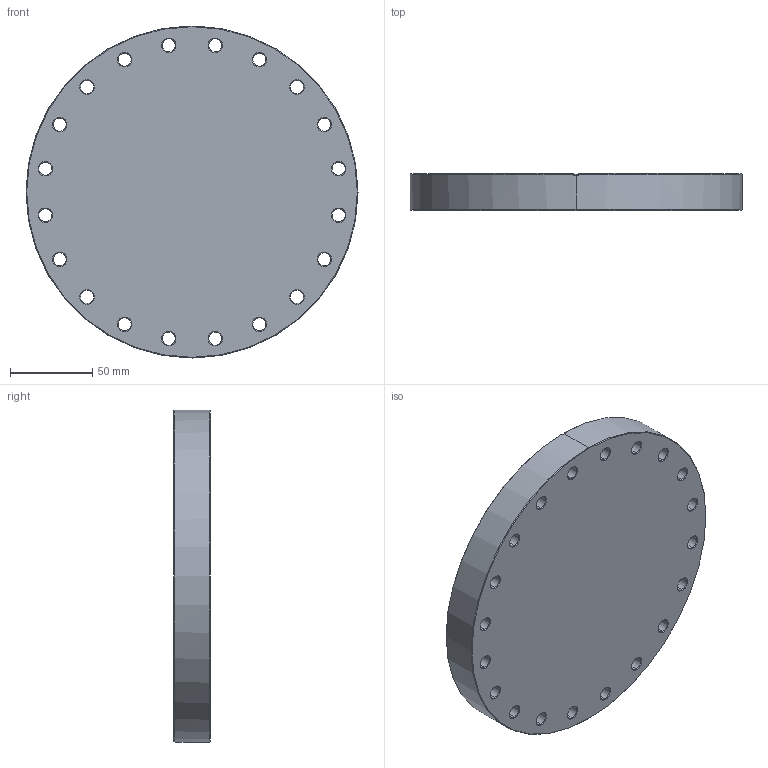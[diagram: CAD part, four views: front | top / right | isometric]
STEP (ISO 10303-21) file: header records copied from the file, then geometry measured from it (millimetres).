
FILE_DESCRIPTION (( 'STEP AP214' ), '1' );
FILE_NAME ('Hositrad_CF150-BT.STEP', '2017-04-26T10:11:25', ( 'Gebruiker' ), ( '' ), 'SwSTEP 2.0', 'SolidWorks 2017', '' );
FILE_SCHEMA (( 'AUTOMOTIVE_DESIGN' ));
Length unit declared in the file: millimetre
Products named in the file (1): Hositrad_CF150-BT
Bounding box: 202.4 x 22.3 x 202.4 mm (x, y, z)
Volume: 667232.3 mm3; surface area: 88430.9 mm2
Topology: 1 solids, 1 shells, 142 faces, 334 edges, 194 vertices
Faces by surface type: cone 88, cylinder 44, plane 10
Entity records: 4172 total; most frequent: DIRECTION 800, CARTESIAN_POINT 683, ORIENTED_EDGE 668, EDGE_CURVE 334, AXIS2_PLACEMENT_3D 327, VERTEX_POINT 194, CIRCLE 184, EDGE_LOOP 182
